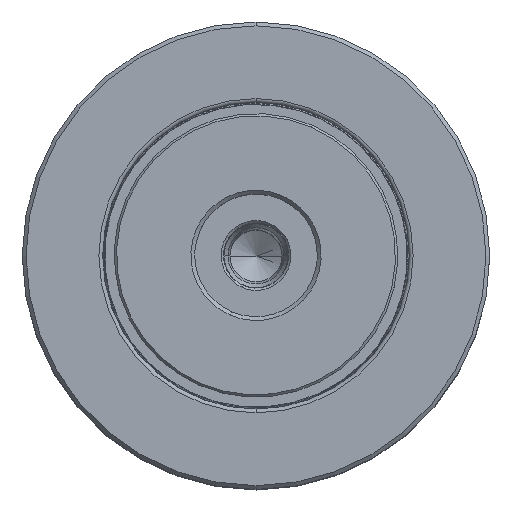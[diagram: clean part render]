
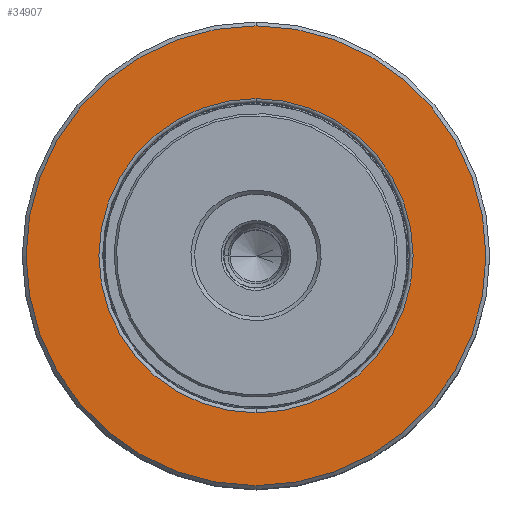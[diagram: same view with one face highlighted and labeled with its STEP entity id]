
A CAD part, top view. The second image highlights one B-rep face of the part: STEP entity #34907.
In plain terms, the highlighted face is planar.
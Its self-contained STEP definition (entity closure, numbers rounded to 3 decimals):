
#3280 = CARTESIAN_POINT ( 'NONE',  ( 0., 33.687, 0. ) ) ;
#3302 = DIRECTION ( 'NONE',  ( 0., 0., -1. ) ) ;
#4573 = DIRECTION ( 'NONE',  ( 0., 0., -1. ) ) ;
#5008 = AXIS2_PLACEMENT_3D ( 'NONE', #3280, #50079, #7414 ) ;
#6263 = EDGE_CURVE ( 'NONE', #18476, #21657, #14991, .T. ) ;
#6683 = PLANE ( 'NONE',  #34349 ) ;
#7079 = ORIENTED_EDGE ( 'NONE', *, *, #6263, .F. ) ;
#7414 = DIRECTION ( 'NONE',  ( 0., 0., -1. ) ) ;
#7650 = DIRECTION ( 'NONE',  ( 0., -1., 0. ) ) ;
#9758 = CARTESIAN_POINT ( 'NONE',  ( 0., 33.687, 30. ) ) ;
#14307 = DIRECTION ( 'NONE',  ( 0., -1., 0. ) ) ;
#14704 = FACE_BOUND ( 'NONE', #55209, .T. ) ;
#14991 = CIRCLE ( 'NONE', #44663, 30. ) ;
#18476 = VERTEX_POINT ( 'NONE', #33563 ) ;
#21657 = VERTEX_POINT ( 'NONE', #9758 ) ;
#21676 = VERTEX_POINT ( 'NONE', #47726 ) ;
#23539 = AXIS2_PLACEMENT_3D ( 'NONE', #32823, #14307, #4573 ) ;
#26193 = AXIS2_PLACEMENT_3D ( 'NONE', #31936, #7650, #3302 ) ;
#31936 = CARTESIAN_POINT ( 'NONE',  ( 0., 33.687, 0. ) ) ;
#32823 = CARTESIAN_POINT ( 'NONE',  ( 0., 33.687, 0. ) ) ;
#33553 = CIRCLE ( 'NONE', #26193, 20.5 ) ;
#33563 = CARTESIAN_POINT ( 'NONE',  ( 0., 33.687, -30. ) ) ;
#34349 = AXIS2_PLACEMENT_3D ( 'NONE', #53892, #35351, #58723 ) ;
#34799 = FACE_OUTER_BOUND ( 'NONE', #54771, .T. ) ;
#34907 = ADVANCED_FACE ( 'NONE', ( #14704, #34799 ), #6683, .T. ) ;
#35351 = DIRECTION ( 'NONE',  ( 0., 1., 0. ) ) ;
#36321 = CARTESIAN_POINT ( 'NONE',  ( 0., 33.687, 0. ) ) ;
#37550 = CARTESIAN_POINT ( 'NONE',  ( 0., 33.687, -20.5 ) ) ;
#37627 = CIRCLE ( 'NONE', #23539, 30. ) ;
#38392 = EDGE_CURVE ( 'NONE', #21657, #18476, #37627, .T. ) ;
#41320 = DIRECTION ( 'NONE',  ( 0., 0., -1. ) ) ;
#41736 = DIRECTION ( 'NONE',  ( 0., -1., 0. ) ) ;
#44663 = AXIS2_PLACEMENT_3D ( 'NONE', #36321, #41736, #41320 ) ;
#45432 = VERTEX_POINT ( 'NONE', #37550 ) ;
#46259 = ORIENTED_EDGE ( 'NONE', *, *, #47297, .T. ) ;
#47297 = EDGE_CURVE ( 'NONE', #45432, #21676, #47820, .T. ) ;
#47726 = CARTESIAN_POINT ( 'NONE',  ( 0., 33.687, 20.5 ) ) ;
#47820 = CIRCLE ( 'NONE', #5008, 20.5 ) ;
#50079 = DIRECTION ( 'NONE',  ( 0., -1., 0. ) ) ;
#53290 = EDGE_CURVE ( 'NONE', #21676, #45432, #33553, .T. ) ;
#53755 = ORIENTED_EDGE ( 'NONE', *, *, #38392, .F. ) ;
#53886 = ORIENTED_EDGE ( 'NONE', *, *, #53290, .T. ) ;
#53892 = CARTESIAN_POINT ( 'NONE',  ( 30., 33.687, 0. ) ) ;
#54771 = EDGE_LOOP ( 'NONE', ( #7079, #53755 ) ) ;
#55209 = EDGE_LOOP ( 'NONE', ( #46259, #53886 ) ) ;
#58723 = DIRECTION ( 'NONE',  ( 0., 0., 1. ) ) ;
